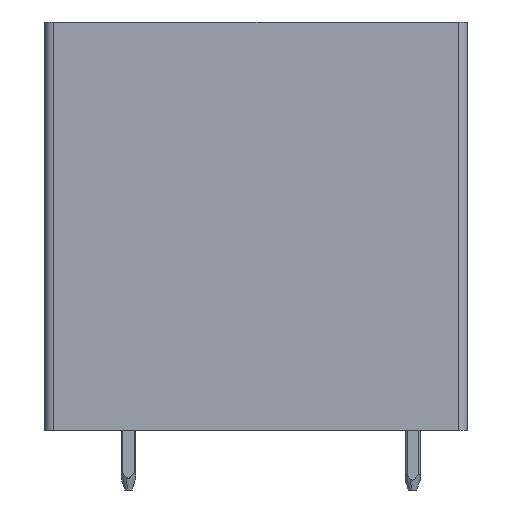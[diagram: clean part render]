
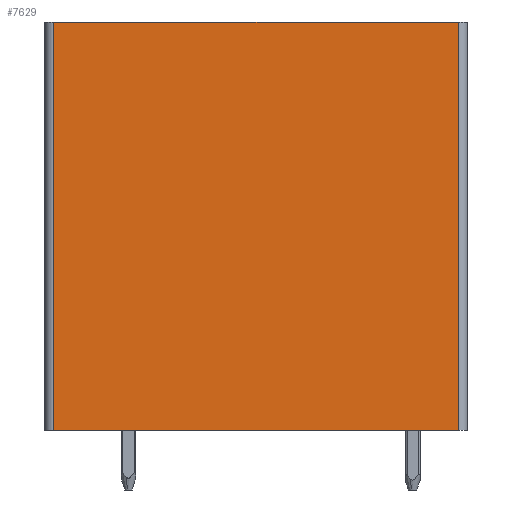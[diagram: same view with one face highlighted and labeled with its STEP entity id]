
A CAD part, left-side view. The second image highlights one B-rep face of the part: STEP entity #7629.
In plain terms, the highlighted planar face has unit normal (-1, 0, 0).
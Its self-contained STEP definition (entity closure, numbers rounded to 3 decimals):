
#7616=AXIS2_PLACEMENT_3D('Plane Axis2P3D',#7613,#7614,#7615) ;
#5116=CARTESIAN_POINT('Vertex',(0.,22.2,25.1)) ;
#5119=CARTESIAN_POINT('Line Origine',(0.,11.35,25.1)) ;
#5123=CARTESIAN_POINT('Vertex',(0.,0.5,25.1)) ;
#7563=CARTESIAN_POINT('Line Origine',(0.,0.5,14.15)) ;
#7567=CARTESIAN_POINT('Vertex',(0.,0.5,3.2)) ;
#7598=CARTESIAN_POINT('Vertex',(0.,22.2,3.2)) ;
#7601=CARTESIAN_POINT('Line Origine',(0.,22.2,14.15)) ;
#7613=CARTESIAN_POINT('Axis2P3D Location',(0.,0.,0.)) ;
#7618=CARTESIAN_POINT('Line Origine',(0.,11.35,3.2)) ;
#5120=DIRECTION('Vector Direction',(0.,-1.,0.)) ;
#7564=DIRECTION('Vector Direction',(0.,0.,1.)) ;
#7602=DIRECTION('Vector Direction',(0.,0.,1.)) ;
#7614=DIRECTION('Axis2P3D Direction',(-1.,0.,0.)) ;
#7615=DIRECTION('Axis2P3D XDirection',(0.,0.,1.)) ;
#7619=DIRECTION('Vector Direction',(0.,-1.,0.)) ;
#5121=VECTOR('Line Direction',#5120,1.) ;
#7565=VECTOR('Line Direction',#7564,1.) ;
#7603=VECTOR('Line Direction',#7602,1.) ;
#7620=VECTOR('Line Direction',#7619,1.) ;
#7624=ORIENTED_EDGE('',*,*,#5125,.T.) ;
#7625=ORIENTED_EDGE('',*,*,#7605,.T.) ;
#7626=ORIENTED_EDGE('',*,*,#7622,.T.) ;
#7627=ORIENTED_EDGE('',*,*,#7569,.T.) ;
#7629=ADVANCED_FACE('HOUSING',(#7628),#7617,.T.) ;
#5125=EDGE_CURVE('',#5124,#5117,#5122,.F.) ;
#7569=EDGE_CURVE('',#7568,#5124,#7566,.T.) ;
#7605=EDGE_CURVE('',#5117,#7599,#7604,.F.) ;
#7622=EDGE_CURVE('',#7599,#7568,#7621,.T.) ;
#7623=EDGE_LOOP('',(#7624,#7625,#7626,#7627)) ;
#7628=FACE_OUTER_BOUND('',#7623,.T.) ;
#5122=LINE('Line',#5119,#5121) ;
#7566=LINE('Line',#7563,#7565) ;
#7604=LINE('Line',#7601,#7603) ;
#7621=LINE('Line',#7618,#7620) ;
#7617=PLANE('',#7616) ;
#5117=VERTEX_POINT('',#5116) ;
#5124=VERTEX_POINT('',#5123) ;
#7568=VERTEX_POINT('',#7567) ;
#7599=VERTEX_POINT('',#7598) ;
